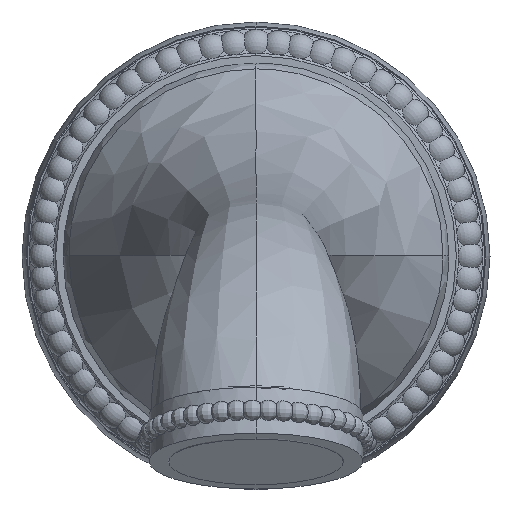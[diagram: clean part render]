
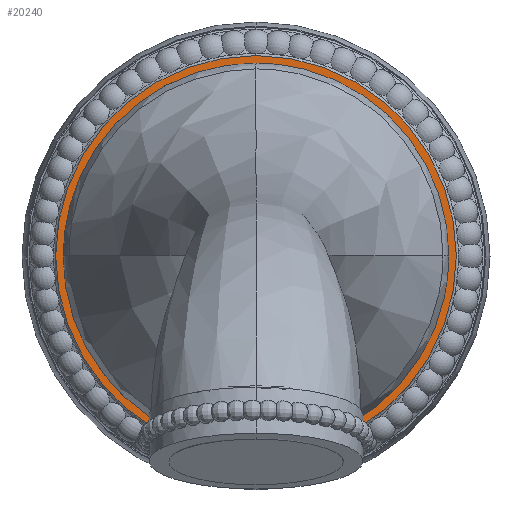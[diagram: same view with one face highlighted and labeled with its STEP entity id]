
A CAD part, top view. The second image highlights one B-rep face of the part: STEP entity #20240.
In plain terms, the highlighted face is planar.
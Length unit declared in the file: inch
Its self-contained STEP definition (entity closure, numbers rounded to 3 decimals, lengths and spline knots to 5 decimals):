
#16451=CARTESIAN_POINT('',(0.,0.29,0.));
#16452=DIRECTION('',(0.,1.,0.));
#16453=DIRECTION('',(0.,0.,-1.));
#16454=AXIS2_PLACEMENT_3D('',#16451,#16452,#16453);
#16459=CARTESIAN_POINT('',(0.,0.29,0.));
#16460=DIRECTION('',(0.,-1.,0.));
#16461=DIRECTION('',(0.,0.,-1.));
#16462=AXIS2_PLACEMENT_3D('',#16459,#16460,#16461);
#17035=CARTESIAN_POINT('',(0.,0.29,-1.2175));
#17036=CARTESIAN_POINT('',(0.,0.29,1.2175));
#17037=VERTEX_POINT('',#17035);
#17038=VERTEX_POINT('',#17036);
#20231=CARTESIAN_POINT('',(0.,0.29,0.));
#20232=DIRECTION('',(0.,-1.,0.));
#20233=DIRECTION('',(0.,0.,1.));
#20234=AXIS2_PLACEMENT_3D('',#20231,#20232,#20233);
#20235=PLANE('',#20234);
#20236=ORIENTED_EDGE('',*,*,#20211,.F.);
#20237=ORIENTED_EDGE('',*,*,#20225,.T.);
#20238=EDGE_LOOP('',(#20236,#20237));
#20239=FACE_OUTER_BOUND('',#20238,.F.);
#16455=CIRCLE('',#16454,1.2175);
#16463=CIRCLE('',#16462,1.2175);
#20211=EDGE_CURVE('',#17037,#17038,#16455,.T.);
#20225=EDGE_CURVE('',#17037,#17038,#16463,.T.);
#20240=ADVANCED_FACE('',(#20239),#20235,.F.);
